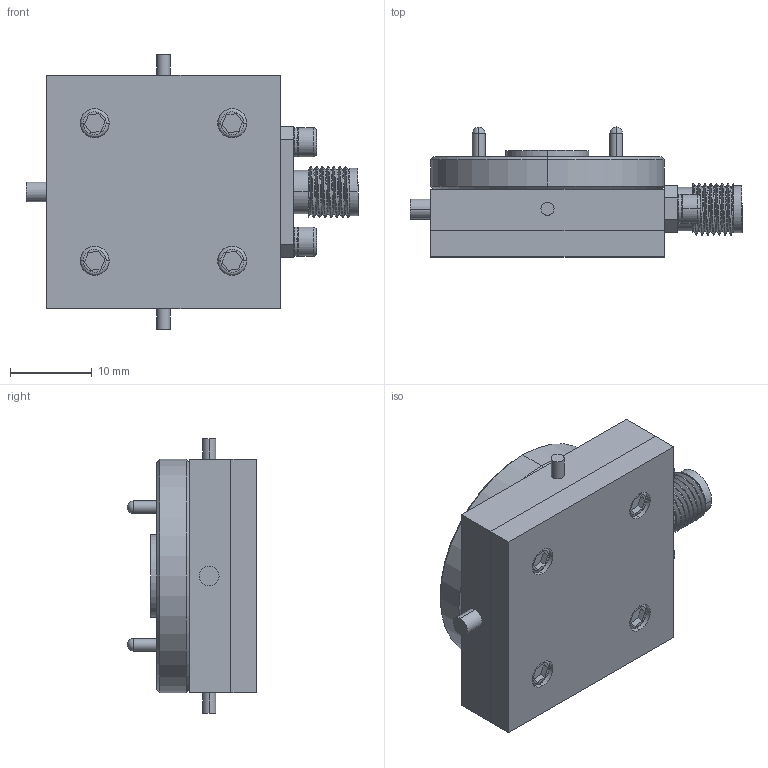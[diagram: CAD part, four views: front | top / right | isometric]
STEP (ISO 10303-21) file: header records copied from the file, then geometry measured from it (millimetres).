
FILE_DESCRIPTION (( 'STEP AP214' ), '1' );
FILE_NAME ('Q-2X Assembly Outline.STEP', '2019-12-13T19:41:21', ( '' ), ( '' ), 'SwSTEP 2.0', 'SolidWorks 2019', '' );
FILE_SCHEMA (( 'AUTOMOTIVE_DESIGN' ));
Length unit declared in the file: millimetre
Products named in the file (13): Alignment Pin; 2-56 SOCKET HEAD SCREW HEAD_1; Part11^Q-2X Assembly Outline; 1262 Q-2X RF Block Outline; Part9^Q-2X Assembly Outline; Q-2X Assembly Outline; 2-56 Socket Head With Split Lock; 2-56_Washer_Split-Lock; 1263 Q-2X Backplate Outline; Part10^Q-2X Assembly Outline; Female SMA; WR22 Button Flange
Assembly tree (23 placements, depth 3):
  Q-2X Assembly Outline
    1263 Q-2X Backplate Outline
    1262 Q-2X RF Block Outline
    2-56 SOCKET HEAD SCREW HEAD_1  x8
    Female SMA
    2-56 Socket Head With Split Lock
      2-56 SOCKET HEAD SCREW HEAD_1
      2-56_Washer_Split-Lock
    2-56 Socket Head With Split Lock
      2-56 SOCKET HEAD SCREW HEAD_1
      2-56_Washer_Split-Lock
    WR22 Button Flange
    Alignment Pin  x2
    Part9^Q-2X Assembly Outline
    Part10^Q-2X Assembly Outline
    Part11^Q-2X Assembly Outline
Bounding box: 40.64 x 15.88 x 33.66 mm (x, y, z)
Volume: 9283.1 mm3; surface area: 7776.4 mm2
Topology: 21 solids, 21 shells, 382 faces, 886 edges, 574 vertices
Faces by surface type: cylinder 171, plane 164, bspline 23, torus 12, cone 8, sphere 4
Entity records: 8657 total; most frequent: CARTESIAN_POINT 2313, DIRECTION 1202, ORIENTED_EDGE 1044, EDGE_CURVE 522, AXIS2_PLACEMENT_3D 486, VERTEX_POINT 343, EDGE_LOOP 291, CIRCLE 246
